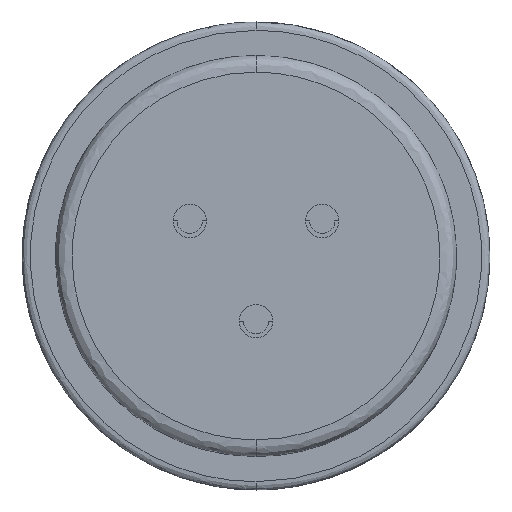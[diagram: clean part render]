
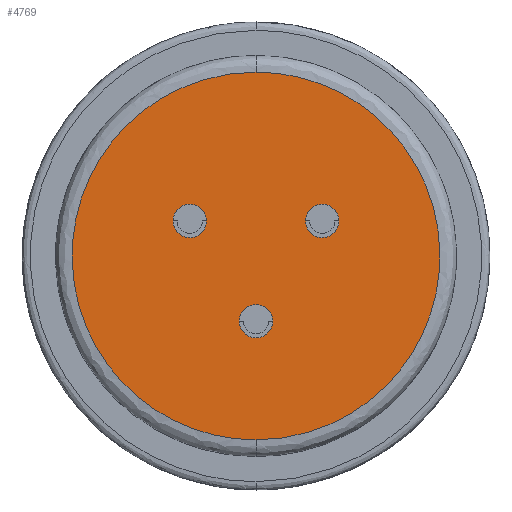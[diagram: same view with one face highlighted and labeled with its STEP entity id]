
A CAD part, front view. The second image highlights one B-rep face of the part: STEP entity #4769.
In plain terms, the highlighted planar face has unit normal (0, -1, 0).
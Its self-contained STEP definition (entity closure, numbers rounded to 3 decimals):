
#28 = CARTESIAN_POINT ( 'NONE',  ( 1.981, 0., 0.549 ) ) ;
#63 = CARTESIAN_POINT ( 'NONE',  ( -1.431, 0., -5.36 ) ) ;
#328 = FACE_BOUND ( 'NONE', #5275, .T. ) ;
#415 = ORIENTED_EDGE ( 'NONE', *, *, #1213, .T. ) ;
#418 = FACE_BOUND ( 'NONE', #6090, .T. ) ;
#439 = CIRCLE ( 'NONE', #2891, 0.5 ) ;
#452 = CARTESIAN_POINT ( 'NONE',  ( -5.5, 0., 0.729 ) ) ;
#600 = DIRECTION ( 'NONE',  ( 0., -1., 0. ) ) ;
#747 = CARTESIAN_POINT ( 'NONE',  ( -1.981, 0., 1.549 ) ) ;
#787 = EDGE_CURVE ( 'NONE', #1541, #940, #439, .T. ) ;
#803 = VERTEX_POINT ( 'NONE', #3683 ) ;
#817 = DIRECTION ( 'NONE',  ( 0., 0., 1. ) ) ;
#849 = DIRECTION ( 'NONE',  ( 0., 0., 1. ) ) ;
#862 = AXIS2_PLACEMENT_3D ( 'NONE', #5537, #3157, #817 ) ;
#905 = CARTESIAN_POINT ( 'NONE',  ( 5.5, 0., 0.729 ) ) ;
#906 = CARTESIAN_POINT ( 'NONE',  ( 0., 0., 5.5 ) ) ;
#934 = CARTESIAN_POINT ( 'NONE',  ( -4.802, 0., 2.778 ) ) ;
#940 = VERTEX_POINT ( 'NONE', #747 ) ;
#959 = DIRECTION ( 'NONE',  ( 0., 0., 1. ) ) ;
#994 = CARTESIAN_POINT ( 'NONE',  ( -5.36, 0., -1.431 ) ) ;
#1140 = CARTESIAN_POINT ( 'NONE',  ( 3.374, 0., -4.404 ) ) ;
#1213 = EDGE_CURVE ( 'NONE', #803, #4717, #1874, .T. ) ;
#1327 = DIRECTION ( 'NONE',  ( 0., -1., 0. ) ) ;
#1378 = CARTESIAN_POINT ( 'NONE',  ( 0., 0., 0. ) ) ;
#1460 = AXIS2_PLACEMENT_3D ( 'NONE', #5667, #1327, #849 ) ;
#1468 = CARTESIAN_POINT ( 'NONE',  ( -3.374, 0., 4.404 ) ) ;
#1503 = CARTESIAN_POINT ( 'NONE',  ( 2.778, 0., 4.802 ) ) ;
#1541 = VERTEX_POINT ( 'NONE', #5687 ) ;
#1874 = B_SPLINE_CURVE_WITH_KNOTS ( 'NONE', 3,
 ( #906, #4432, #3837, #2428, #1468, #5292, #934, #2879, #452, #3428, #994, #4340, #6292, #1920, #2942, #63, #3865, #5808 ),
 .UNSPECIFIED., .F., .F.,
 ( 4, 2, 2, 2, 2, 2, 2, 2, 4 ),
 ( 0., 0.063, 0.125, 0.188, 0.25, 0.313, 0.375, 0.438, 0.5 ),
 .UNSPECIFIED. ) ;
#1875 = CIRCLE ( 'NONE', #5744, 0.5 ) ;
#1920 = CARTESIAN_POINT ( 'NONE',  ( -3.374, 0., -4.405 ) ) ;
#1972 = VERTEX_POINT ( 'NONE', #4379 ) ;
#2077 = AXIS2_PLACEMENT_3D ( 'NONE', #4427, #600, #959 ) ;
#2106 = EDGE_LOOP ( 'NONE', ( #5749, #2243 ) ) ;
#2224 = CARTESIAN_POINT ( 'NONE',  ( 1.981, 0., 1.049 ) ) ;
#2243 = ORIENTED_EDGE ( 'NONE', *, *, #787, .F. ) ;
#2383 = CIRCLE ( 'NONE', #2077, 0.5 ) ;
#2428 = CARTESIAN_POINT ( 'NONE',  ( -2.778, 0., 4.803 ) ) ;
#2473 = EDGE_CURVE ( 'NONE', #5427, #2680, #1875, .T. ) ;
#2607 = EDGE_CURVE ( 'NONE', #4717, #803, #5726, .T. ) ;
#2629 = CARTESIAN_POINT ( 'NONE',  ( 0., 0., -1.951 ) ) ;
#2633 = DIRECTION ( 'NONE',  ( 0., -1., 0. ) ) ;
#2680 = VERTEX_POINT ( 'NONE', #28 ) ;
#2755 = FACE_OUTER_BOUND ( 'NONE', #5834, .T. ) ;
#2816 = EDGE_CURVE ( 'NONE', #2680, #5427, #2383, .T. ) ;
#2824 = PLANE ( 'NONE',  #4732 ) ;
#2875 = FACE_BOUND ( 'NONE', #2106, .T. ) ;
#2879 = CARTESIAN_POINT ( 'NONE',  ( -5.36, 0., 1.431 ) ) ;
#2891 = AXIS2_PLACEMENT_3D ( 'NONE', #4757, #5237, #6173 ) ;
#2913 = CARTESIAN_POINT ( 'NONE',  ( 3.374, 0., 4.405 ) ) ;
#2922 = CARTESIAN_POINT ( 'NONE',  ( 0., 0., -1.451 ) ) ;
#2942 = CARTESIAN_POINT ( 'NONE',  ( -2.778, 0., -4.802 ) ) ;
#3039 = ORIENTED_EDGE ( 'NONE', *, *, #2607, .T. ) ;
#3125 = DIRECTION ( 'NONE',  ( 0., -1., 0. ) ) ;
#3157 = DIRECTION ( 'NONE',  ( 0., -1., 0. ) ) ;
#3192 = EDGE_CURVE ( 'NONE', #6023, #1972, #4623, .T. ) ;
#3225 = CARTESIAN_POINT ( 'NONE',  ( 5.5, 0., -0.729 ) ) ;
#3402 = EDGE_CURVE ( 'NONE', #940, #1541, #4413, .T. ) ;
#3428 = CARTESIAN_POINT ( 'NONE',  ( -5.5, 0., -0.729 ) ) ;
#3570 = CARTESIAN_POINT ( 'NONE',  ( 1.431, 0., -5.36 ) ) ;
#3634 = EDGE_CURVE ( 'NONE', #1972, #6023, #4319, .T. ) ;
#3650 = ORIENTED_EDGE ( 'NONE', *, *, #3192, .F. ) ;
#3683 = CARTESIAN_POINT ( 'NONE',  ( 0., 0., 5.5 ) ) ;
#3692 = CARTESIAN_POINT ( 'NONE',  ( 4.405, 0., -3.374 ) ) ;
#3837 = CARTESIAN_POINT ( 'NONE',  ( -1.431, 0., 5.36 ) ) ;
#3865 = CARTESIAN_POINT ( 'NONE',  ( -0.729, 0., -5.5 ) ) ;
#3912 = AXIS2_PLACEMENT_3D ( 'NONE', #2629, #3125, #6111 ) ;
#3948 = ORIENTED_EDGE ( 'NONE', *, *, #3634, .F. ) ;
#4103 = DIRECTION ( 'NONE',  ( 0., 0., 1. ) ) ;
#4282 = CARTESIAN_POINT ( 'NONE',  ( 4.404, 0., 3.374 ) ) ;
#4319 = CIRCLE ( 'NONE', #1460, 0.5 ) ;
#4340 = CARTESIAN_POINT ( 'NONE',  ( -4.803, 0., -2.778 ) ) ;
#4379 = CARTESIAN_POINT ( 'NONE',  ( 0., 0., -2.451 ) ) ;
#4413 = CIRCLE ( 'NONE', #862, 0.5 ) ;
#4427 = CARTESIAN_POINT ( 'NONE',  ( 1.981, 0., 1.049 ) ) ;
#4432 = CARTESIAN_POINT ( 'NONE',  ( -0.729, 0., 5.5 ) ) ;
#4623 = CIRCLE ( 'NONE', #3912, 0.5 ) ;
#4717 = VERTEX_POINT ( 'NONE', #4775 ) ;
#4732 = AXIS2_PLACEMENT_3D ( 'NONE', #1378, #5287, #5775 ) ;
#4757 = CARTESIAN_POINT ( 'NONE',  ( -1.981, 0., 1.049 ) ) ;
#4769 = ADVANCED_FACE ( 'NONE', ( #2755, #418, #328, #2875 ), #2824, .F. ) ;
#4775 = CARTESIAN_POINT ( 'NONE',  ( 0., 0., -5.5 ) ) ;
#5020 = CARTESIAN_POINT ( 'NONE',  ( 4.802, 0., -2.778 ) ) ;
#5061 = ORIENTED_EDGE ( 'NONE', *, *, #2473, .F. ) ;
#5116 = CARTESIAN_POINT ( 'NONE',  ( 0.729, 0., -5.5 ) ) ;
#5192 = CARTESIAN_POINT ( 'NONE',  ( 1.981, 0., 1.549 ) ) ;
#5237 = DIRECTION ( 'NONE',  ( 0., -1., 0. ) ) ;
#5266 = CARTESIAN_POINT ( 'NONE',  ( 4.803, 0., 2.778 ) ) ;
#5275 = EDGE_LOOP ( 'NONE', ( #5061, #6122 ) ) ;
#5287 = DIRECTION ( 'NONE',  ( 0., 1., 0. ) ) ;
#5291 = CARTESIAN_POINT ( 'NONE',  ( 1.431, 0., 5.36 ) ) ;
#5292 = CARTESIAN_POINT ( 'NONE',  ( -4.405, 0., 3.374 ) ) ;
#5355 = CARTESIAN_POINT ( 'NONE',  ( 0.73, 0., 5.5 ) ) ;
#5427 = VERTEX_POINT ( 'NONE', #5192 ) ;
#5537 = CARTESIAN_POINT ( 'NONE',  ( -1.981, 0., 1.049 ) ) ;
#5636 = CARTESIAN_POINT ( 'NONE',  ( 5.36, 0., -1.431 ) ) ;
#5667 = CARTESIAN_POINT ( 'NONE',  ( 0., 0., -1.951 ) ) ;
#5687 = CARTESIAN_POINT ( 'NONE',  ( -1.981, 0., 0.549 ) ) ;
#5726 = B_SPLINE_CURVE_WITH_KNOTS ( 'NONE', 3,
 ( #5984, #5116, #3570, #6115, #1140, #3692, #5020, #5636, #3225, #905, #6261, #5266, #4282, #2913, #1503, #5291, #5355, #5868 ),
 .UNSPECIFIED., .F., .F.,
 ( 4, 2, 2, 2, 2, 2, 2, 2, 4 ),
 ( 0.5, 0.563, 0.625, 0.688, 0.75, 0.813, 0.875, 0.938, 1. ),
 .UNSPECIFIED. ) ;
#5744 = AXIS2_PLACEMENT_3D ( 'NONE', #2224, #2633, #4103 ) ;
#5749 = ORIENTED_EDGE ( 'NONE', *, *, #3402, .F. ) ;
#5775 = DIRECTION ( 'NONE',  ( 0., 0., 1. ) ) ;
#5808 = CARTESIAN_POINT ( 'NONE',  ( 0., 0., -5.5 ) ) ;
#5834 = EDGE_LOOP ( 'NONE', ( #415, #3039 ) ) ;
#5868 = CARTESIAN_POINT ( 'NONE',  ( 0., 0., 5.5 ) ) ;
#5984 = CARTESIAN_POINT ( 'NONE',  ( 0., 0., -5.5 ) ) ;
#6023 = VERTEX_POINT ( 'NONE', #2922 ) ;
#6090 = EDGE_LOOP ( 'NONE', ( #3650, #3948 ) ) ;
#6111 = DIRECTION ( 'NONE',  ( 0., 0., 1. ) ) ;
#6115 = CARTESIAN_POINT ( 'NONE',  ( 2.778, 0., -4.803 ) ) ;
#6122 = ORIENTED_EDGE ( 'NONE', *, *, #2816, .F. ) ;
#6173 = DIRECTION ( 'NONE',  ( 0., 0., 1. ) ) ;
#6261 = CARTESIAN_POINT ( 'NONE',  ( 5.36, 0., 1.431 ) ) ;
#6292 = CARTESIAN_POINT ( 'NONE',  ( -4.404, 0., -3.374 ) ) ;
